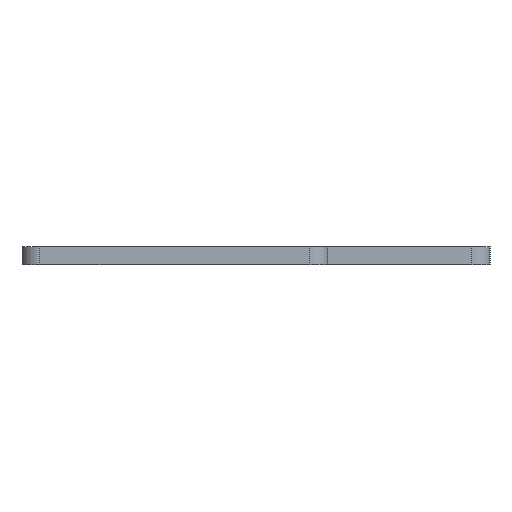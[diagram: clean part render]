
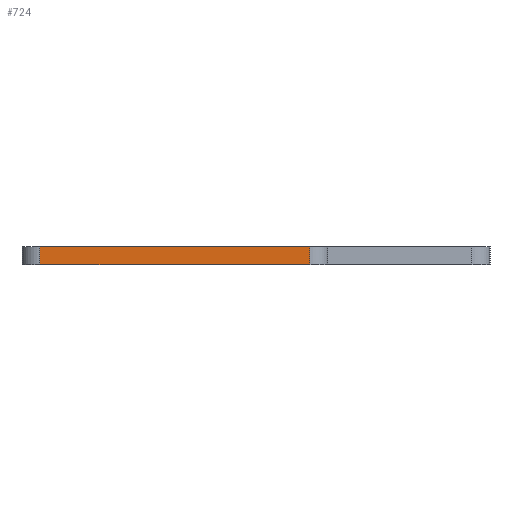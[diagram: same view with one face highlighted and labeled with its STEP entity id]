
A CAD part, left-side view. The second image highlights one B-rep face of the part: STEP entity #724.
In plain terms, the highlighted planar face has unit normal (-1, 0.012, 0).
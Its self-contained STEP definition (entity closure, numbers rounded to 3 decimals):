
#20 = EDGE_CURVE ( 'NONE', #440, #594, #172, .T. ) ;
#69 = CARTESIAN_POINT ( 'NONE',  ( 13.94, -7.17, 1. ) ) ;
#70 = CARTESIAN_POINT ( 'NONE',  ( 13.952, -6.182, 0. ) ) ;
#127 = VECTOR ( 'NONE', #583, 1000. ) ;
#171 = LINE ( 'NONE', #344, #266 ) ;
#172 = LINE ( 'NONE', #439, #127 ) ;
#200 = FACE_OUTER_BOUND ( 'NONE', #935, .T. ) ;
#219 = ORIENTED_EDGE ( 'NONE', *, *, #20, .F. ) ;
#266 = VECTOR ( 'NONE', #577, 1000. ) ;
#285 = CARTESIAN_POINT ( 'NONE',  ( 13.756, -22.17, 0. ) ) ;
#294 = CARTESIAN_POINT ( 'NONE',  ( 13.94, -7.17, 0. ) ) ;
#322 = DIRECTION ( 'NONE',  ( 0., 0., -1. ) ) ;
#344 = CARTESIAN_POINT ( 'NONE',  ( 13.756, -22.17, 1. ) ) ;
#391 = CARTESIAN_POINT ( 'NONE',  ( 13.756, -22.17, 1. ) ) ;
#412 = EDGE_CURVE ( 'NONE', #440, #458, #551, .T. ) ;
#438 = VECTOR ( 'NONE', #322, 1000. ) ;
#439 = CARTESIAN_POINT ( 'NONE',  ( 13.952, -6.182, 1. ) ) ;
#440 = VERTEX_POINT ( 'NONE', #69 ) ;
#444 = VERTEX_POINT ( 'NONE', #285 ) ;
#447 = DIRECTION ( 'NONE',  ( 1., -0.012, 0. ) ) ;
#458 = VERTEX_POINT ( 'NONE', #294 ) ;
#530 = DIRECTION ( 'NONE',  ( 0.012, 1., 0. ) ) ;
#551 = LINE ( 'NONE', #856, #438 ) ;
#577 = DIRECTION ( 'NONE',  ( 0., 0., 1. ) ) ;
#583 = DIRECTION ( 'NONE',  ( -0.012, -1., 0. ) ) ;
#585 = ORIENTED_EDGE ( 'NONE', *, *, #412, .T. ) ;
#594 = VERTEX_POINT ( 'NONE', #391 ) ;
#629 = VECTOR ( 'NONE', #954, 1000. ) ;
#652 = ORIENTED_EDGE ( 'NONE', *, *, #934, .T. ) ;
#684 = CARTESIAN_POINT ( 'NONE',  ( 13.952, -6.182, 1. ) ) ;
#689 = PLANE ( 'NONE',  #1032 ) ;
#723 = LINE ( 'NONE', #70, #629 ) ;
#724 = ADVANCED_FACE ( 'NONE', ( #200 ), #689, .F. ) ;
#856 = CARTESIAN_POINT ( 'NONE',  ( 13.94, -7.17, 1. ) ) ;
#880 = ORIENTED_EDGE ( 'NONE', *, *, #951, .T. ) ;
#934 = EDGE_CURVE ( 'NONE', #458, #444, #723, .T. ) ;
#935 = EDGE_LOOP ( 'NONE', ( #652, #880, #219, #585 ) ) ;
#951 = EDGE_CURVE ( 'NONE', #444, #594, #171, .T. ) ;
#954 = DIRECTION ( 'NONE',  ( -0.012, -1., 0. ) ) ;
#1032 = AXIS2_PLACEMENT_3D ( 'NONE', #684, #447, #530 ) ;
